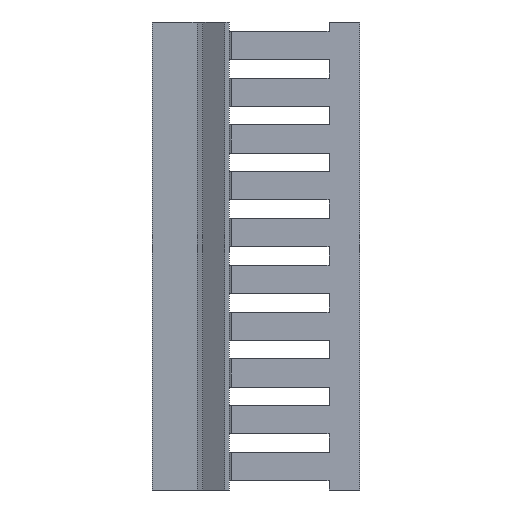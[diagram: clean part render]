
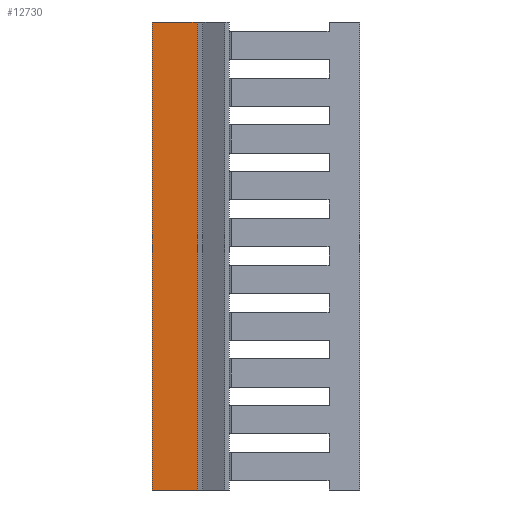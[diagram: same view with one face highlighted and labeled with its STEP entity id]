
A CAD part, left-side view. The second image highlights one B-rep face of the part: STEP entity #12730.
In plain terms, the highlighted planar face has unit normal (-1, 0, 0).
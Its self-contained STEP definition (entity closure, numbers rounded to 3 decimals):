
#12398=DIRECTION('',(0.,1.,0.));
#12399=VECTOR('',#12398,9.56);
#12400=CARTESIAN_POINT('',(-44.,-9.56,0.));
#12401=LINE('1812',#12400,#12399);
#12402=DIRECTION('',(0.,0.,1.));
#12403=VECTOR('',#12402,100.);
#12404=CARTESIAN_POINT('',(-44.,0.,0.));
#12405=LINE('1790',#12404,#12403);
#12406=DIRECTION('',(0.,-1.,0.));
#12407=VECTOR('',#12406,9.56);
#12408=CARTESIAN_POINT('',(-44.,0.,100.));
#12409=LINE('1813',#12408,#12407);
#12410=DIRECTION('',(0.,0.,-1.));
#12411=VECTOR('',#12410,100.);
#12412=CARTESIAN_POINT('',(-44.,-9.56,100.));
#12413=LINE('500',#12412,#12411);
#12542=CARTESIAN_POINT('',(-44.,-9.56,100.));
#12543=CARTESIAN_POINT('',(-44.,-9.56,0.));
#12544=VERTEX_POINT('',#12542);
#12545=VERTEX_POINT('',#12543);
#12562=CARTESIAN_POINT('',(-44.,0.,0.));
#12563=CARTESIAN_POINT('',(-44.,0.,100.));
#12564=VERTEX_POINT('',#12562);
#12565=VERTEX_POINT('',#12563);
#12718=CARTESIAN_POINT('',(-44.,-3.3,0.));
#12719=DIRECTION('',(-1.,0.,0.));
#12720=DIRECTION('',(0.,-1.,0.));
#12721=AXIS2_PLACEMENT_3D('',#12718,#12719,#12720);
#12722=PLANE('525',#12721);
#12723=ORIENTED_EDGE('1812',*,*,#12629,.T.);
#12725=ORIENTED_EDGE('1790',*,*,#12724,.T.);
#12726=ORIENTED_EDGE('1813',*,*,#12689,.T.);
#12727=ORIENTED_EDGE('500',*,*,#12676,.T.);
#12728=EDGE_LOOP('525',(#12723,#12725,#12726,#12727));
#12729=FACE_OUTER_BOUND('525',#12728,.F.);
#12730=ADVANCED_FACE('525',(#12729),#12722,.T.);
#12629=EDGE_CURVE('1812',#12545,#12564,#12401,.T.);
#12676=EDGE_CURVE('500',#12544,#12545,#12413,.T.);
#12689=EDGE_CURVE('1813',#12565,#12544,#12409,.T.);
#12724=EDGE_CURVE('1790',#12564,#12565,#12405,.T.);
